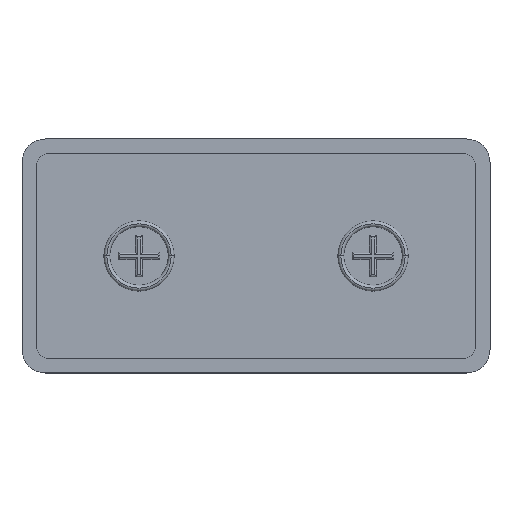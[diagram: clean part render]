
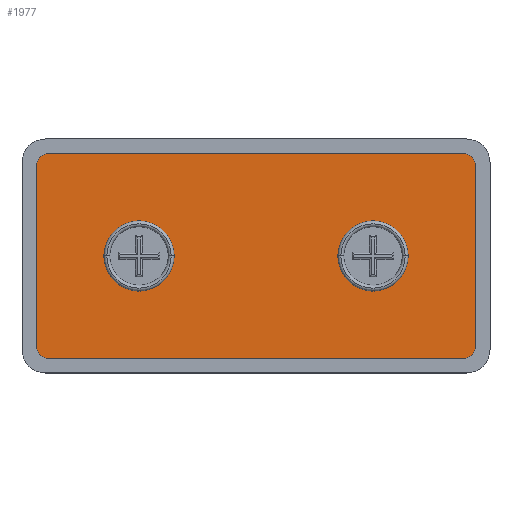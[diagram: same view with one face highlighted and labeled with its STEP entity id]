
A CAD part, top view. The second image highlights one B-rep face of the part: STEP entity #1977.
In plain terms, the highlighted planar face has unit normal (0, 0, 1).
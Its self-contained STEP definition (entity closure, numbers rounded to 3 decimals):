
#5 = ORIENTED_EDGE ( 'NONE', *, *, #647, .T. ) ;
#45 = VERTEX_POINT ( 'NONE', #563 ) ;
#71 = FACE_BOUND ( 'NONE', #1944, .T. ) ;
#73 = ORIENTED_EDGE ( 'NONE', *, *, #2411, .T. ) ;
#84 = EDGE_CURVE ( 'NONE', #2892, #2430, #790, .T. ) ;
#96 = VERTEX_POINT ( 'NONE', #826 ) ;
#104 = AXIS2_PLACEMENT_3D ( 'NONE', #2182, #813, #2402 ) ;
#116 = DIRECTION ( 'NONE',  ( 0., 1., 0. ) ) ;
#130 = EDGE_CURVE ( 'NONE', #96, #1951, #2920, .T. ) ;
#143 = LINE ( 'NONE', #1307, #2505 ) ;
#277 = CARTESIAN_POINT ( 'NONE',  ( 35.5, -17.5, 2.5 ) ) ;
#305 = EDGE_CURVE ( 'NONE', #45, #2160, #143, .T. ) ;
#341 = DIRECTION ( 'NONE',  ( 0., 0., 1. ) ) ;
#375 = CIRCLE ( 'NONE', #1126, 6. ) ;
#398 = DIRECTION ( 'NONE',  ( 0., 0., 1. ) ) ;
#435 = AXIS2_PLACEMENT_3D ( 'NONE', #1714, #341, #1945 ) ;
#490 = VERTEX_POINT ( 'NONE', #659 ) ;
#504 = ORIENTED_EDGE ( 'NONE', *, *, #305, .T. ) ;
#563 = CARTESIAN_POINT ( 'NONE',  ( -35.5, -17.5, 2.5 ) ) ;
#564 = AXIS2_PLACEMENT_3D ( 'NONE', #2448, #706, #2066 ) ;
#601 = FACE_OUTER_BOUND ( 'NONE', #1064, .T. ) ;
#629 = AXIS2_PLACEMENT_3D ( 'NONE', #2026, #1353, #2944 ) ;
#647 = EDGE_CURVE ( 'NONE', #952, #96, #1331, .T. ) ;
#659 = CARTESIAN_POINT ( 'NONE',  ( -37.5, 15.5, 2.5 ) ) ;
#685 = CARTESIAN_POINT ( 'NONE',  ( 26., 0., 2.5 ) ) ;
#706 = DIRECTION ( 'NONE',  ( 0., 0., 1. ) ) ;
#734 = VECTOR ( 'NONE', #116, 1000. ) ;
#790 = CIRCLE ( 'NONE', #104, 6. ) ;
#813 = DIRECTION ( 'NONE',  ( 0., 0., 1. ) ) ;
#820 = CIRCLE ( 'NONE', #2667, 6. ) ;
#826 = CARTESIAN_POINT ( 'NONE',  ( 37.5, 15.5, 2.5 ) ) ;
#845 = EDGE_LOOP ( 'NONE', ( #2628, #2959 ) ) ;
#859 = ORIENTED_EDGE ( 'NONE', *, *, #1082, .T. ) ;
#877 = CARTESIAN_POINT ( 'NONE',  ( -37.5, 17.5, 2.5 ) ) ;
#908 = DIRECTION ( 'NONE',  ( 0., 0., 1. ) ) ;
#952 = VERTEX_POINT ( 'NONE', #2948 ) ;
#1006 = VECTOR ( 'NONE', #2239, 1000. ) ;
#1049 = ORIENTED_EDGE ( 'NONE', *, *, #130, .T. ) ;
#1061 = LINE ( 'NONE', #2482, #2813 ) ;
#1063 = CARTESIAN_POINT ( 'NONE',  ( -37.5, -15.5, 2.5 ) ) ;
#1064 = EDGE_LOOP ( 'NONE', ( #5, #1049, #1745, #859, #73, #1303, #504, #1851 ) ) ;
#1082 = EDGE_CURVE ( 'NONE', #2914, #490, #1994, .T. ) ;
#1126 = AXIS2_PLACEMENT_3D ( 'NONE', #2539, #1182, #2771 ) ;
#1182 = DIRECTION ( 'NONE',  ( 0., 0., 1. ) ) ;
#1194 = DIRECTION ( 'NONE',  ( 0., 0., 1. ) ) ;
#1303 = ORIENTED_EDGE ( 'NONE', *, *, #1452, .T. ) ;
#1307 = CARTESIAN_POINT ( 'NONE',  ( 37.5, -17.5, 2.5 ) ) ;
#1316 = AXIS2_PLACEMENT_3D ( 'NONE', #2260, #908, #2502 ) ;
#1331 = LINE ( 'NONE', #1487, #734 ) ;
#1339 = DIRECTION ( 'NONE',  ( 0., 0., 1. ) ) ;
#1348 = DIRECTION ( 'NONE',  ( -1., 0., 0. ) ) ;
#1353 = DIRECTION ( 'NONE',  ( 0., 0., -1. ) ) ;
#1384 = CARTESIAN_POINT ( 'NONE',  ( -35.5, 17.5, 2.5 ) ) ;
#1452 = EDGE_CURVE ( 'NONE', #1540, #45, #1964, .T. ) ;
#1487 = CARTESIAN_POINT ( 'NONE',  ( 37.5, 17.5, 2.5 ) ) ;
#1540 = VERTEX_POINT ( 'NONE', #1063 ) ;
#1559 = CIRCLE ( 'NONE', #1999, 2. ) ;
#1601 = LINE ( 'NONE', #877, #1006 ) ;
#1714 = CARTESIAN_POINT ( 'NONE',  ( -35.5, -15.5, 2.5 ) ) ;
#1745 = ORIENTED_EDGE ( 'NONE', *, *, #2419, .T. ) ;
#1746 = FACE_BOUND ( 'NONE', #845, .T. ) ;
#1768 = CARTESIAN_POINT ( 'NONE',  ( -20., 0., 2.5 ) ) ;
#1776 = DIRECTION ( 'NONE',  ( 1., 0., 0. ) ) ;
#1851 = ORIENTED_EDGE ( 'NONE', *, *, #2138, .T. ) ;
#1917 = EDGE_CURVE ( 'NONE', #2221, #2252, #820, .T. ) ;
#1920 = CARTESIAN_POINT ( 'NONE',  ( -14., 0., 2.5 ) ) ;
#1944 = EDGE_LOOP ( 'NONE', ( #2336, #1958 ) ) ;
#1945 = DIRECTION ( 'NONE',  ( -1., 0., 0. ) ) ;
#1951 = VERTEX_POINT ( 'NONE', #2244 ) ;
#1958 = ORIENTED_EDGE ( 'NONE', *, *, #1917, .F. ) ;
#1964 = CIRCLE ( 'NONE', #435, 2. ) ;
#1977 = ADVANCED_FACE ( 'NONE', ( #1746, #71, #601 ), #2715, .F. ) ;
#1990 = DIRECTION ( 'NONE',  ( -1., 0., 0. ) ) ;
#1994 = CIRCLE ( 'NONE', #1316, 2. ) ;
#1999 = AXIS2_PLACEMENT_3D ( 'NONE', #2555, #1194, #2785 ) ;
#2026 = CARTESIAN_POINT ( 'NONE',  ( 0., 0., 2.5 ) ) ;
#2066 = DIRECTION ( 'NONE',  ( -1., 0., 0. ) ) ;
#2067 = CARTESIAN_POINT ( 'NONE',  ( 14., 0., 2.5 ) ) ;
#2138 = EDGE_CURVE ( 'NONE', #2160, #952, #1559, .T. ) ;
#2150 = CARTESIAN_POINT ( 'NONE',  ( -26., 0., 2.5 ) ) ;
#2160 = VERTEX_POINT ( 'NONE', #277 ) ;
#2182 = CARTESIAN_POINT ( 'NONE',  ( 20., 0., 2.5 ) ) ;
#2221 = VERTEX_POINT ( 'NONE', #1920 ) ;
#2239 = DIRECTION ( 'NONE',  ( 0., -1., 0. ) ) ;
#2244 = CARTESIAN_POINT ( 'NONE',  ( 35.5, 17.5, 2.5 ) ) ;
#2252 = VERTEX_POINT ( 'NONE', #2150 ) ;
#2260 = CARTESIAN_POINT ( 'NONE',  ( -35.5, 15.5, 2.5 ) ) ;
#2284 = EDGE_CURVE ( 'NONE', #2252, #2221, #2486, .T. ) ;
#2336 = ORIENTED_EDGE ( 'NONE', *, *, #2284, .F. ) ;
#2402 = DIRECTION ( 'NONE',  ( -1., 0., 0. ) ) ;
#2411 = EDGE_CURVE ( 'NONE', #490, #1540, #1601, .T. ) ;
#2419 = EDGE_CURVE ( 'NONE', #1951, #2914, #1061, .T. ) ;
#2430 = VERTEX_POINT ( 'NONE', #685 ) ;
#2448 = CARTESIAN_POINT ( 'NONE',  ( 35.5, 15.5, 2.5 ) ) ;
#2482 = CARTESIAN_POINT ( 'NONE',  ( 37.5, 17.5, 2.5 ) ) ;
#2486 = CIRCLE ( 'NONE', #2910, 6. ) ;
#2502 = DIRECTION ( 'NONE',  ( -1., 0., 0. ) ) ;
#2505 = VECTOR ( 'NONE', #1776, 1000. ) ;
#2512 = EDGE_CURVE ( 'NONE', #2430, #2892, #375, .T. ) ;
#2539 = CARTESIAN_POINT ( 'NONE',  ( 20., 0., 2.5 ) ) ;
#2555 = CARTESIAN_POINT ( 'NONE',  ( 35.5, -15.5, 2.5 ) ) ;
#2628 = ORIENTED_EDGE ( 'NONE', *, *, #84, .F. ) ;
#2667 = AXIS2_PLACEMENT_3D ( 'NONE', #2692, #1339, #2922 ) ;
#2692 = CARTESIAN_POINT ( 'NONE',  ( -20., 0., 2.5 ) ) ;
#2715 = PLANE ( 'NONE',  #629 ) ;
#2771 = DIRECTION ( 'NONE',  ( -1., 0., 0. ) ) ;
#2785 = DIRECTION ( 'NONE',  ( -1., 0., 0. ) ) ;
#2813 = VECTOR ( 'NONE', #1348, 1000. ) ;
#2892 = VERTEX_POINT ( 'NONE', #2067 ) ;
#2910 = AXIS2_PLACEMENT_3D ( 'NONE', #1768, #398, #1990 ) ;
#2914 = VERTEX_POINT ( 'NONE', #1384 ) ;
#2920 = CIRCLE ( 'NONE', #564, 2. ) ;
#2922 = DIRECTION ( 'NONE',  ( -1., 0., 0. ) ) ;
#2944 = DIRECTION ( 'NONE',  ( -1., 0., 0. ) ) ;
#2948 = CARTESIAN_POINT ( 'NONE',  ( 37.5, -15.5, 2.5 ) ) ;
#2959 = ORIENTED_EDGE ( 'NONE', *, *, #2512, .F. ) ;
